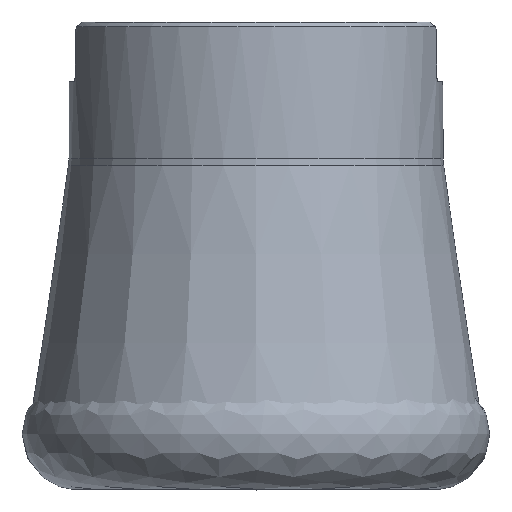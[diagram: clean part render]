
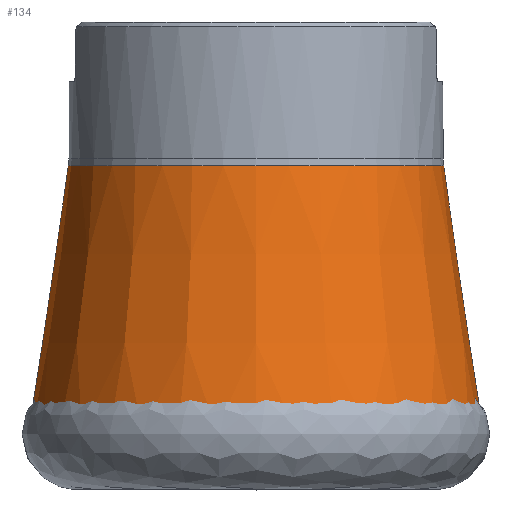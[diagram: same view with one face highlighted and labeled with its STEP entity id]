
A CAD part, left-side view. The second image highlights one B-rep face of the part: STEP entity #134.
In plain terms, the highlighted conical face has half-angle 8.476 degrees and reference radius 24.276 mm.
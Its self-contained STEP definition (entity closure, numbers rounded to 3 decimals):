
#69=CONICAL_SURFACE('',#918,24.276,8.476);
#134=ADVANCED_FACE('',(#313,#314),#69,.T.);
#313=FACE_BOUND('',#360,.T.);
#314=FACE_BOUND('',#361,.T.);
#360=EDGE_LOOP('',(#463));
#361=EDGE_LOOP('',(#464));
#463=ORIENTED_EDGE('',*,*,#767,.T.);
#464=ORIENTED_EDGE('',*,*,#766,.T.);
#681=VERTEX_POINT('',#1399);
#682=VERTEX_POINT('',#1402);
#766=EDGE_CURVE('',#681,#681,#860,.T.);
#767=EDGE_CURVE('',#682,#682,#861,.T.);
#860=CIRCLE('',#915,24.276);
#861=CIRCLE('',#917,20.055);
#915=AXIS2_PLACEMENT_3D('',#1398,#1059,#1060);
#917=AXIS2_PLACEMENT_3D('',#1401,#1063,#1064);
#918=AXIS2_PLACEMENT_3D('',#1403,#1065,#1066);
#1059=DIRECTION('',(0.,0.,1.));
#1060=DIRECTION('',(1.,0.,0.));
#1063=DIRECTION('',(0.,0.,-1.));
#1064=DIRECTION('',(-1.,0.,0.));
#1065=DIRECTION('',(0.,0.,-1.));
#1066=DIRECTION('',(-1.,0.,0.));
#1398=CARTESIAN_POINT('',(0.,0.,-43.692));
#1399=CARTESIAN_POINT('',(24.276,0.,-43.692));
#1401=CARTESIAN_POINT('',(0.,0.,-15.366));
#1402=CARTESIAN_POINT('',(-20.055,0.,-15.366));
#1403=CARTESIAN_POINT('',(0.,0.,-43.692));
